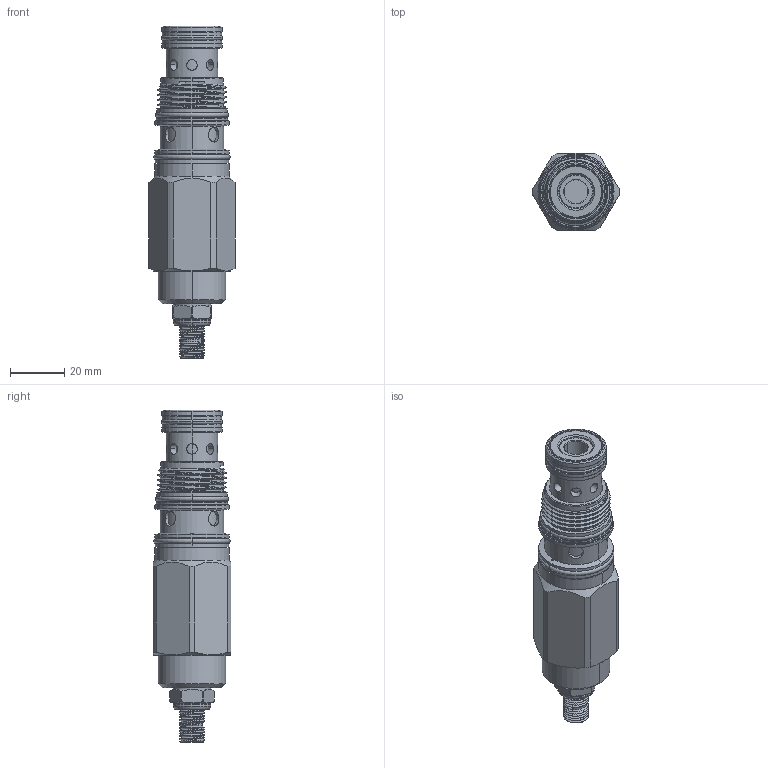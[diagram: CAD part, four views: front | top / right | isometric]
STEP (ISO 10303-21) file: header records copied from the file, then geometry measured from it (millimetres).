
FILE_DESCRIPTION (( 'STEP AP203' ), '1' );
FILE_NAME ('PD2A30-L.STEP', '2020-03-23T03:05:29', ( '' ), ( '' ), 'SwSTEP 2.0', 'SolidWorks 2018', '' );
FILE_SCHEMA (( 'CONFIG_CONTROL_DESIGN' ));
Length unit declared in the file: millimetre
Products named in the file (1): PD2A30-L
Bounding box: 31.79 x 28.57 x 122.31 mm (x, y, z)
Volume: 54996 mm3; surface area: 15680.3 mm2
Topology: 6 solids, 14 shells, 373 faces, 858 edges, 539 vertices
Faces by surface type: cylinder 198, plane 77, cone 48, torus 44, bspline 6
Entity records: 16378 total; most frequent: CARTESIAN_POINT 8010, DIRECTION 1771, ORIENTED_EDGE 1712, EDGE_CURVE 856, AXIS2_PLACEMENT_3D 750, VERTEX_POINT 539, EDGE_LOOP 425, CIRCLE 382
